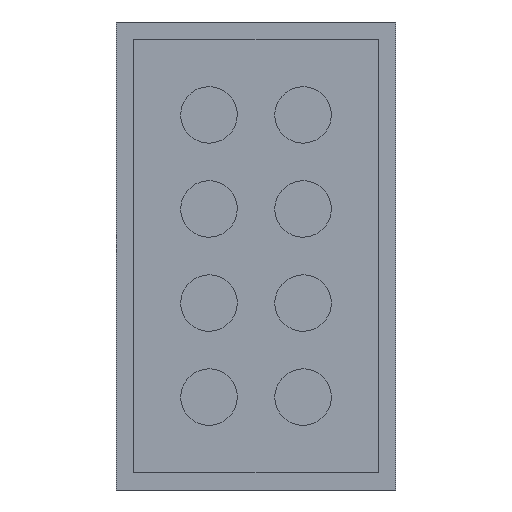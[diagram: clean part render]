
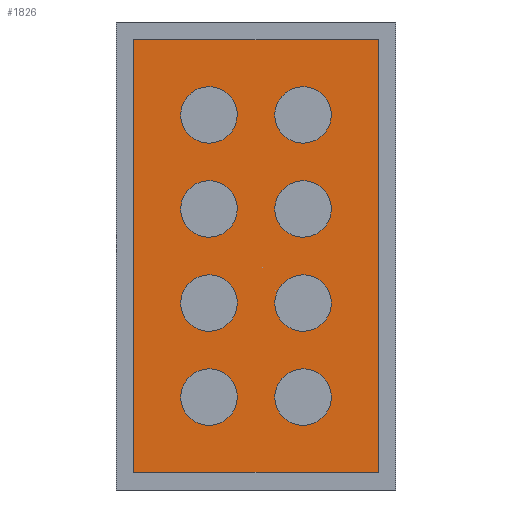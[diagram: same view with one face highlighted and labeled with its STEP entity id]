
A CAD part, front view. The second image highlights one B-rep face of the part: STEP entity #1826.
In plain terms, the highlighted planar face has unit normal (0, -1, 0).
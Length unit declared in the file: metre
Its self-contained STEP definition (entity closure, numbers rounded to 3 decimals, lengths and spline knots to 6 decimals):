
#52 = CARTESIAN_POINT('NONE', (0.0104, 0.0017, 0.0184));
#53 = VERTEX_POINT('NONE', #52);
#54 = CARTESIAN_POINT('NONE', (-0.0104, 0.0017, 0.0184));
#55 = VERTEX_POINT('NONE', #54);
#60 = CARTESIAN_POINT('NONE', (-0.0104, 0.0017, -0.0184));
#61 = VERTEX_POINT('NONE', #60);
#64 = CARTESIAN_POINT('NONE', (0.0104, 0.0017, -0.0184));
#65 = VERTEX_POINT('NONE', #64);
#368 = DIRECTION('NONE', (-1, 0, 0));
#369 = VECTOR('NONE', #368, 1);
#370 = CARTESIAN_POINT('NONE', (0.0104, 0.0017, 0.0184));
#371 = LINE('NONE', #370, #369);
#384 = DIRECTION('NONE', (0, 0, -1));
#385 = VECTOR('NONE', #384, 1);
#386 = CARTESIAN_POINT('NONE', (-0.0104, 0.0017, 0.0184));
#387 = LINE('NONE', #386, #385);
#396 = DIRECTION('NONE', (1, 0, 0));
#397 = VECTOR('NONE', #396, 1);
#398 = CARTESIAN_POINT('NONE', (-0.0104, 0.0017, -0.0184));
#399 = LINE('NONE', #398, #397);
#408 = DIRECTION('NONE', (0, 0, 1));
#409 = VECTOR('NONE', #408, 1);
#410 = CARTESIAN_POINT('NONE', (0.0104, 0.0017, -0.0184));
#411 = LINE('NONE', #410, #409);
#812 = EDGE_CURVE('NONE', #53, #55, #371, .T.);
#816 = EDGE_CURVE('NONE', #55, #61, #387, .T.);
#819 = EDGE_CURVE('NONE', #61, #65, #399, .T.);
#822 = EDGE_CURVE('NONE', #65, #53, #411, .T.);
#991 = ORIENTED_EDGE('NONE', *, *, #812, .T.);
#992 = ORIENTED_EDGE('NONE', *, *, #816, .T.);
#993 = ORIENTED_EDGE('NONE', *, *, #819, .T.);
#994 = ORIENTED_EDGE('NONE', *, *, #822, .T.);
#995 = EDGE_LOOP('NONE', (#991, #992, #993, #994));
#1392 = CARTESIAN_POINT('NONE', (0, 0.0017, -0));
#1393 = DIRECTION('NONE', (0, -1, -0));
#1394 = AXIS2_PLACEMENT_3D('NONE', #1392, #1393, $);
#1395 = PLANE('NONE', #1394);
#1825 = FACE_OUTER_BOUND('NONE', #995, .T.);
#1826 = ADVANCED_FACE('NONE', (#1825), #1395, .T.);
